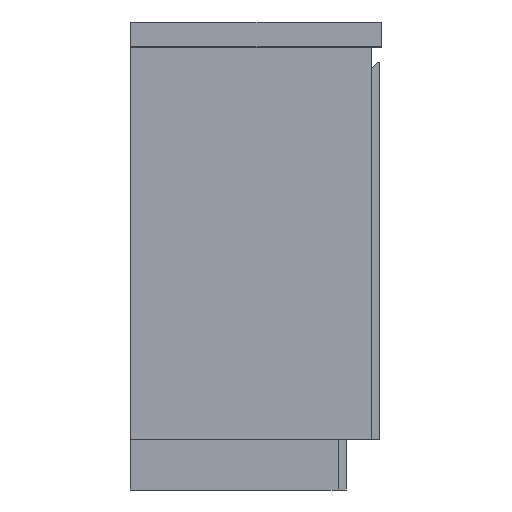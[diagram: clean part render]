
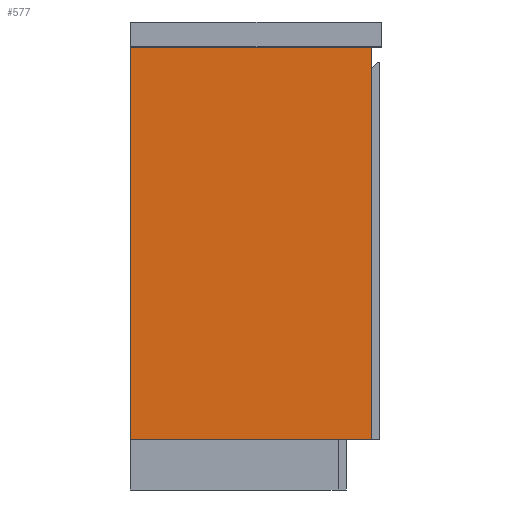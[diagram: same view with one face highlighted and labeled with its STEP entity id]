
A CAD part, left-side view. The second image highlights one B-rep face of the part: STEP entity #577.
In plain terms, the highlighted planar face has unit normal (-1, 0, 0).
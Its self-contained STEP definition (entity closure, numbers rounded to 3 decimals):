
#577=ADVANCED_FACE('',(#728),#2535,.T.);
#728=FACE_OUTER_BOUND('',#879,.T.);
#879=EDGE_LOOP('',(#1254,#1255,#1256,#1257));
#1254=ORIENTED_EDGE('',*,*,#1775,.F.);
#1255=ORIENTED_EDGE('',*,*,#1757,.T.);
#1256=ORIENTED_EDGE('',*,*,#1773,.T.);
#1257=ORIENTED_EDGE('',*,*,#1774,.F.);
#1757=EDGE_CURVE('',#2347,#2349,#2085,.T.);
#1773=EDGE_CURVE('',#2349,#2362,#2101,.T.);
#1774=EDGE_CURVE('',#2363,#2362,#2102,.T.);
#1775=EDGE_CURVE('',#2347,#2363,#2103,.T.);
#2085=B_SPLINE_CURVE_WITH_KNOTS('',1,(#3533,#3534),.UNSPECIFIED.,.F.,.F.,
(2,2),(-780.,0.),.UNSPECIFIED.);
#2101=B_SPLINE_CURVE_WITH_KNOTS('',1,(#3565,#3566),.UNSPECIFIED.,.F.,.F.,
(2,2),(-479.,0.),.UNSPECIFIED.);
#2102=B_SPLINE_CURVE_WITH_KNOTS('',1,(#3567,#3568),.UNSPECIFIED.,.F.,.F.,
(2,2),(-780.,0.),.UNSPECIFIED.);
#2103=B_SPLINE_CURVE_WITH_KNOTS('',1,(#3569,#3570),.UNSPECIFIED.,.F.,.F.,
(2,2),(-479.,0.),.UNSPECIFIED.);
#2347=VERTEX_POINT('',#3508);
#2349=VERTEX_POINT('',#3510);
#2362=VERTEX_POINT('',#3523);
#2363=VERTEX_POINT('',#3524);
#2535=PLANE('',#2813);
#2813=AXIS2_PLACEMENT_3D('',#3500,#2978,$);
#2978=DIRECTION('',(-1.,0.,0.));
#3500=CARTESIAN_POINT('',(-894.,-468.,526.9));
#3508=CARTESIAN_POINT('',(-894.,-390.,479.));
#3510=CARTESIAN_POINT('',(-894.,390.,479.));
#3523=CARTESIAN_POINT('',(-894.,390.,0.));
#3524=CARTESIAN_POINT('',(-894.,-390.,0.));
#3533=CARTESIAN_POINT('',(-894.,-390.,479.));
#3534=CARTESIAN_POINT('',(-894.,390.,479.));
#3565=CARTESIAN_POINT('',(-894.,390.,479.));
#3566=CARTESIAN_POINT('',(-894.,390.,0.));
#3567=CARTESIAN_POINT('',(-894.,-390.,0.));
#3568=CARTESIAN_POINT('',(-894.,390.,0.));
#3569=CARTESIAN_POINT('',(-894.,-390.,479.));
#3570=CARTESIAN_POINT('',(-894.,-390.,0.));
